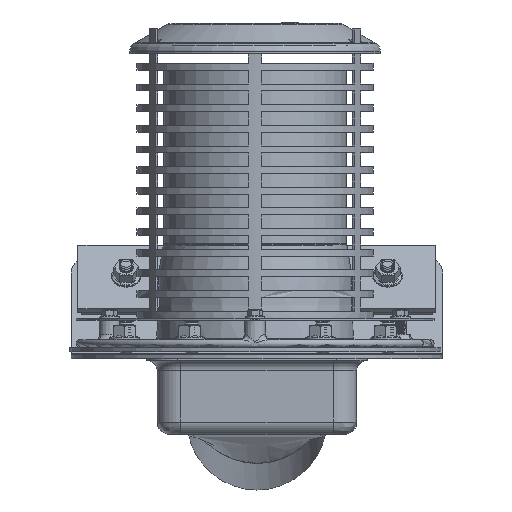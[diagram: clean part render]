
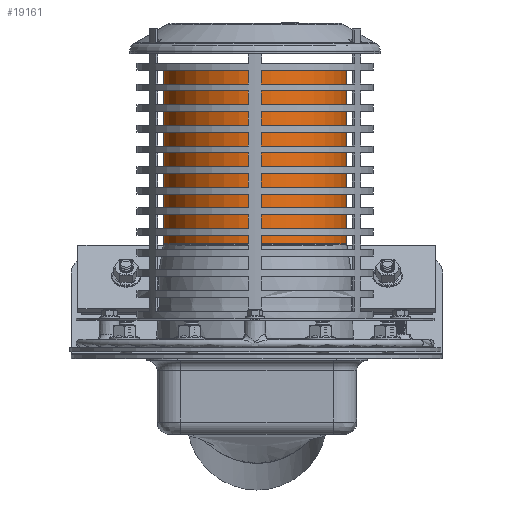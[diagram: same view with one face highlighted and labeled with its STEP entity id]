
A CAD part, left-side view. The second image highlights one B-rep face of the part: STEP entity #19161.
In plain terms, the highlighted cylindrical face has radius 665 mm (diameter 1330 mm), a full revolution.
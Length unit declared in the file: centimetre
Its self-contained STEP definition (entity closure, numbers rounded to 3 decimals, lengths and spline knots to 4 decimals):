
#2518=FACE_OUTER_BOUND('',#3849,.T.);
#3849=EDGE_LOOP('',(#17617,#17618,#17619,#17620,#17621));
#5266=LINE('',#38946,#6645);
#6645=VECTOR('',#27068,66.5);
#7810=CIRCLE('',#21359,66.5);
#7822=CIRCLE('',#21376,66.5);
#7823=CIRCLE('',#21377,66.5);
#9537=VERTEX_POINT('',#38913);
#9547=VERTEX_POINT('',#38942);
#9548=VERTEX_POINT('',#38943);
#12231=EDGE_CURVE('',#9537,#9537,#7810,.T.);
#12245=EDGE_CURVE('',#9547,#9548,#7822,.T.);
#12246=EDGE_CURVE('',#9548,#9547,#7823,.T.);
#12247=EDGE_CURVE('',#9548,#9537,#5266,.T.);
#17617=ORIENTED_EDGE('',*,*,#12245,.F.);
#17618=ORIENTED_EDGE('',*,*,#12246,.F.);
#17619=ORIENTED_EDGE('',*,*,#12247,.T.);
#17620=ORIENTED_EDGE('',*,*,#12231,.F.);
#17621=ORIENTED_EDGE('',*,*,#12247,.F.);
#18134=CYLINDRICAL_SURFACE('',#21375,66.5);
#19161=ADVANCED_FACE('',(#2518),#18134,.T.);
#21359=AXIS2_PLACEMENT_3D('',#38914,#27028,#27029);
#21375=AXIS2_PLACEMENT_3D('',#38941,#27062,#27063);
#21376=AXIS2_PLACEMENT_3D('',#38944,#27064,#27065);
#21377=AXIS2_PLACEMENT_3D('',#38945,#27066,#27067);
#27028=DIRECTION('center_axis',(0.,0.,1.));
#27029=DIRECTION('ref_axis',(0.,1.,0.));
#27062=DIRECTION('center_axis',(0.,0.,
-1.));
#27063=DIRECTION('ref_axis',(1.,0.,0.));
#27064=DIRECTION('center_axis',(0.,0.,
-1.));
#27065=DIRECTION('ref_axis',(-1.,0.,0.));
#27066=DIRECTION('center_axis',(0.,0.,
-1.));
#27067=DIRECTION('ref_axis',(-1.,0.,0.));
#27068=DIRECTION('',(0.,0.,1.));
#38913=CARTESIAN_POINT('',(68.493,1.3788,214.));
#38914=CARTESIAN_POINT('Origin',(134.993,1.3788,214.));
#38941=CARTESIAN_POINT('Origin',(134.993,1.3788,145.7294));
#38942=CARTESIAN_POINT('',(134.993,67.8788,83.4589));
#38943=CARTESIAN_POINT('',(68.493,1.3788,83.4589));
#38944=CARTESIAN_POINT('Origin',(134.993,1.3788,83.4589));
#38945=CARTESIAN_POINT('Origin',(134.993,1.3788,83.4589));
#38946=CARTESIAN_POINT('',(68.493,1.3788,145.7294));
